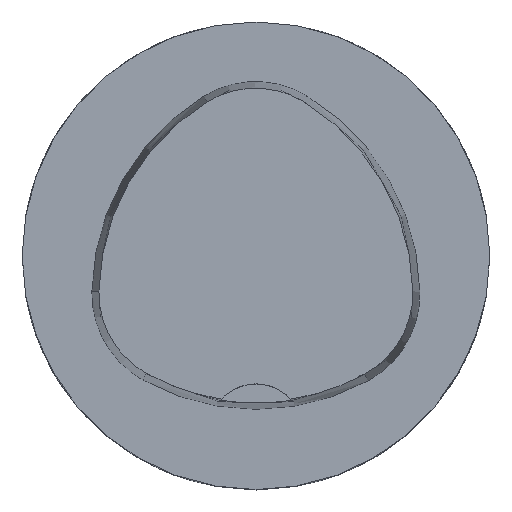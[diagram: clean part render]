
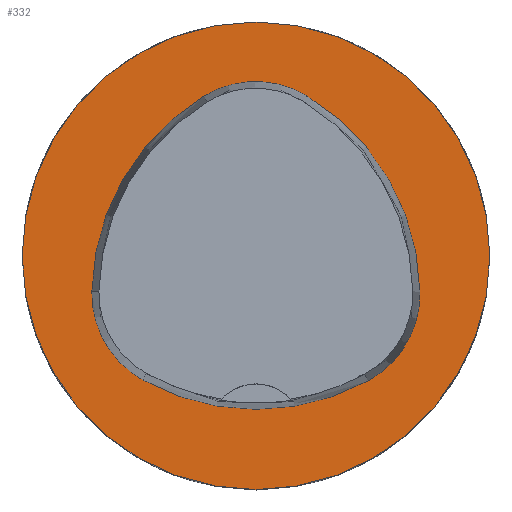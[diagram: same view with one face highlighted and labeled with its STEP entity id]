
A CAD part, top view. The second image highlights one B-rep face of the part: STEP entity #332.
In plain terms, the highlighted planar face has unit normal (0, 0, 1).
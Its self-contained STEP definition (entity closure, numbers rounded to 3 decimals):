
#122=FACE_BOUND('',#607,.T.);
#123=FACE_BOUND('',#608,.T.);
#233=CIRCLE('',#2270,20.);
#235=CIRCLE('',#2273,8.5);
#237=CIRCLE('',#2276,20.);
#239=CIRCLE('',#2279,8.5);
#243=CIRCLE('',#2284,20.);
#245=CIRCLE('',#2287,8.5);
#248=CIRCLE('',#2292,20.);
#332=ADVANCED_FACE('',(#122,#123),#404,.T.);
#404=PLANE('',#2293);
#607=EDGE_LOOP('',(#1143,#1144,#1145,#1146,#1147,#1148));
#608=EDGE_LOOP('',(#1149));
#1143=ORIENTED_EDGE('',*,*,#1705,.T.);
#1144=ORIENTED_EDGE('',*,*,#1685,.T.);
#1145=ORIENTED_EDGE('',*,*,#1689,.T.);
#1146=ORIENTED_EDGE('',*,*,#1692,.T.);
#1147=ORIENTED_EDGE('',*,*,#1695,.T.);
#1148=ORIENTED_EDGE('',*,*,#1703,.T.);
#1149=ORIENTED_EDGE('',*,*,#1708,.F.);
#1420=VERTEX_POINT('',#4296);
#1421=VERTEX_POINT('',#4297);
#1424=VERTEX_POINT('',#4305);
#1426=VERTEX_POINT('',#4311);
#1428=VERTEX_POINT('',#4317);
#1435=VERTEX_POINT('',#4338);
#1436=VERTEX_POINT('',#4348);
#1685=EDGE_CURVE('',#1420,#1421,#233,.T.);
#1689=EDGE_CURVE('',#1421,#1424,#235,.T.);
#1692=EDGE_CURVE('',#1424,#1426,#237,.T.);
#1695=EDGE_CURVE('',#1426,#1428,#239,.T.);
#1703=EDGE_CURVE('',#1428,#1435,#243,.T.);
#1705=EDGE_CURVE('',#1435,#1420,#245,.T.);
#1708=EDGE_CURVE('',#1436,#1436,#248,.T.);
#2270=AXIS2_PLACEMENT_3D('',#4295,#2742,#2743);
#2273=AXIS2_PLACEMENT_3D('',#4304,#2750,#2751);
#2276=AXIS2_PLACEMENT_3D('',#4310,#2757,#2758);
#2279=AXIS2_PLACEMENT_3D('',#4316,#2764,#2765);
#2284=AXIS2_PLACEMENT_3D('',#4339,#2776,#2777);
#2287=AXIS2_PLACEMENT_3D('',#4342,#2782,#2783);
#2292=AXIS2_PLACEMENT_3D('',#4347,#2792,#2793);
#2293=AXIS2_PLACEMENT_3D('',#4349,#2794,#2795);
#2742=DIRECTION('',(0.,0.,-1.));
#2743=DIRECTION('',(-1.,0.,0.));
#2750=DIRECTION('',(0.,0.,-1.));
#2751=DIRECTION('',(-1.,0.,0.));
#2757=DIRECTION('',(0.,0.,-1.));
#2758=DIRECTION('',(-1.,0.,0.));
#2764=DIRECTION('',(0.,0.,-1.));
#2765=DIRECTION('',(-1.,0.,0.));
#2776=DIRECTION('',(0.,0.,-1.));
#2777=DIRECTION('',(-1.,0.,0.));
#2782=DIRECTION('',(0.,0.,-1.));
#2783=DIRECTION('',(-1.,0.,0.));
#2792=DIRECTION('',(0.,0.,-1.));
#2793=DIRECTION('',(-1.,0.,0.));
#2794=DIRECTION('',(0.,0.,1.));
#2795=DIRECTION('',(1.,0.,0.));
#4295=CARTESIAN_POINT('',(5.955,-3.414,0.));
#4296=CARTESIAN_POINT('',(-14.041,-3.042,0.));
#4297=CARTESIAN_POINT('',(-4.472,13.653,0.));
#4304=CARTESIAN_POINT('',(-0.04,6.4,0.));
#4305=CARTESIAN_POINT('',(4.347,13.68,0.));
#4310=CARTESIAN_POINT('',(-5.976,-3.45,0.));
#4311=CARTESIAN_POINT('',(14.021,-3.075,0.));
#4316=CARTESIAN_POINT('',(5.522,-3.235,0.));
#4317=CARTESIAN_POINT('',(9.588,-10.699,0.));
#4338=CARTESIAN_POINT('',(-9.655,-10.639,0.));
#4339=CARTESIAN_POINT('',(0.022,6.864,0.));
#4342=CARTESIAN_POINT('',(-5.543,-3.2,0.));
#4347=CARTESIAN_POINT('',(0.,0.,0.));
#4348=CARTESIAN_POINT('',(-20.,0.,0.));
#4349=CARTESIAN_POINT('',(0.,0.,0.));
